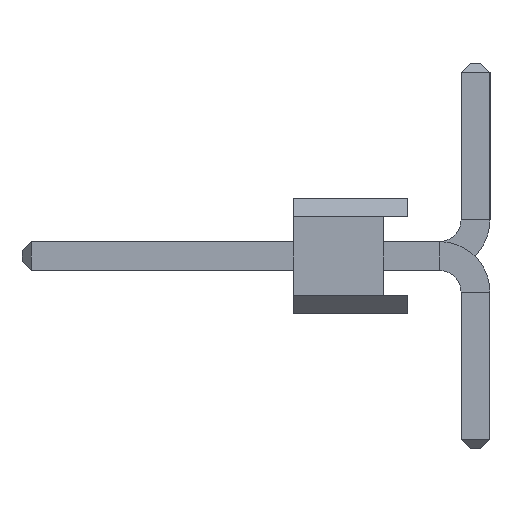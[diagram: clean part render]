
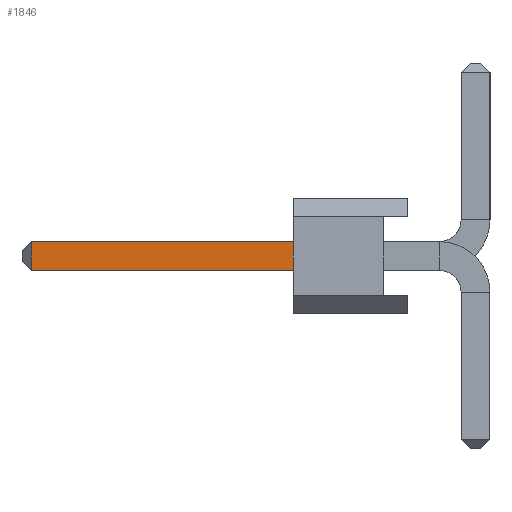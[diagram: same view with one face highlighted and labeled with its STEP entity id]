
A CAD part, left-side view. The second image highlights one B-rep face of the part: STEP entity #1846.
In plain terms, the highlighted planar face has unit normal (-1, 0, 0).
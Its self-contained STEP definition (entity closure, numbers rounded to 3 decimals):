
#10 = CARTESIAN_POINT ( 'NONE',  ( -0.32, 8.34, 0.32 ) ) ;
#87 = DIRECTION ( 'NONE',  ( 0., 1., 0. ) ) ;
#90 = CARTESIAN_POINT ( 'NONE',  ( -0.32, 2.54, 0.32 ) ) ;
#140 = VERTEX_POINT ( 'NONE', #90 ) ;
#161 = ORIENTED_EDGE ( 'NONE', *, *, #1427, .F. ) ;
#207 = VECTOR ( 'NONE', #1285, 1000. ) ;
#223 = DIRECTION ( 'NONE',  ( 0., 0., 1. ) ) ;
#229 = LINE ( 'NONE', #438, #1017 ) ;
#286 = VERTEX_POINT ( 'NONE', #893 ) ;
#400 = CARTESIAN_POINT ( 'NONE',  ( -0.32, -0.7, -0.32 ) ) ;
#438 = CARTESIAN_POINT ( 'NONE',  ( -0.32, -0.7, 0.32 ) ) ;
#519 = CARTESIAN_POINT ( 'NONE',  ( -0.32, 8.34, -0.32 ) ) ;
#561 = EDGE_CURVE ( 'NONE', #1910, #286, #1153, .T. ) ;
#650 = AXIS2_PLACEMENT_3D ( 'NONE', #1425, #1715, #223 ) ;
#676 = FACE_OUTER_BOUND ( 'NONE', #1170, .T. ) ;
#737 = VECTOR ( 'NONE', #87, 1000. ) ;
#893 = CARTESIAN_POINT ( 'NONE',  ( -0.32, 8.34, -0.32 ) ) ;
#927 = CARTESIAN_POINT ( 'NONE',  ( -0.32, 2.54, -0.32 ) ) ;
#1017 = VECTOR ( 'NONE', #1061, 1000. ) ;
#1024 = LINE ( 'NONE', #1629, #1638 ) ;
#1061 = DIRECTION ( 'NONE',  ( 0., 1., 0. ) ) ;
#1153 = LINE ( 'NONE', #400, #737 ) ;
#1167 = ORIENTED_EDGE ( 'NONE', *, *, #1455, .T. ) ;
#1170 = EDGE_LOOP ( 'NONE', ( #1167, #1250, #1646, #161 ) ) ;
#1238 = EDGE_CURVE ( 'NONE', #1447, #286, #1303, .T. ) ;
#1250 = ORIENTED_EDGE ( 'NONE', *, *, #1238, .T. ) ;
#1285 = DIRECTION ( 'NONE',  ( 0., 0., -1. ) ) ;
#1303 = LINE ( 'NONE', #519, #207 ) ;
#1425 = CARTESIAN_POINT ( 'NONE',  ( -0.32, -0.7, -0.32 ) ) ;
#1427 = EDGE_CURVE ( 'NONE', #140, #1910, #1024, .T. ) ;
#1447 = VERTEX_POINT ( 'NONE', #10 ) ;
#1455 = EDGE_CURVE ( 'NONE', #140, #1447, #229, .T. ) ;
#1629 = CARTESIAN_POINT ( 'NONE',  ( -0.32, 2.54, 0. ) ) ;
#1638 = VECTOR ( 'NONE', #1800, 1000. ) ;
#1646 = ORIENTED_EDGE ( 'NONE', *, *, #561, .F. ) ;
#1715 = DIRECTION ( 'NONE',  ( -1., 0., 0. ) ) ;
#1800 = DIRECTION ( 'NONE',  ( 0., 0., -1. ) ) ;
#1846 = ADVANCED_FACE ( 'NONE', ( #676 ), #1848, .T. ) ;
#1848 = PLANE ( 'NONE',  #650 ) ;
#1910 = VERTEX_POINT ( 'NONE', #927 ) ;
